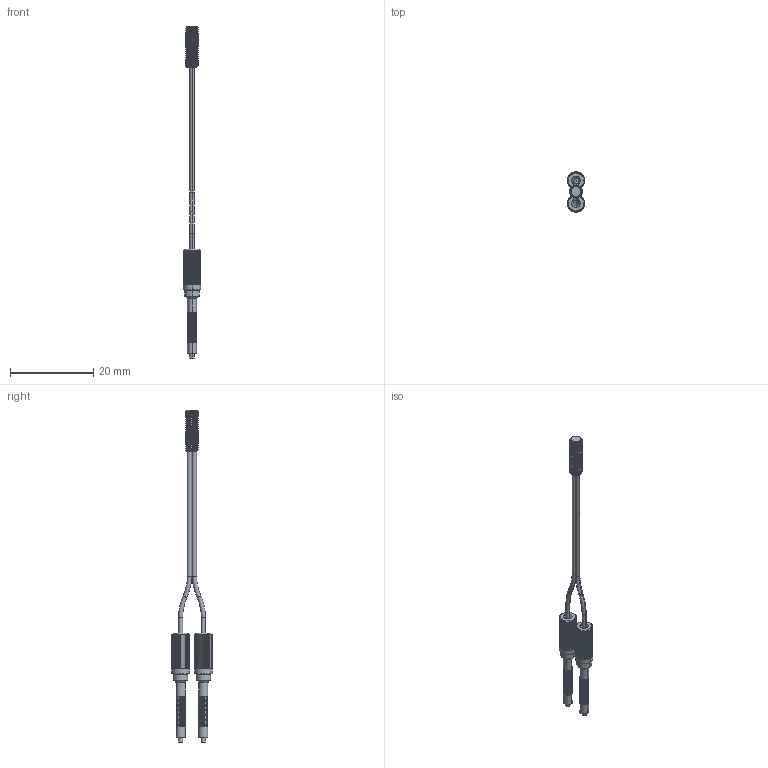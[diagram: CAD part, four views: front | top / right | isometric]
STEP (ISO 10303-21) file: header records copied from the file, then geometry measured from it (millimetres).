
FILE_DESCRIPTION((''),'2;1');
FILE_NAME('PRE3Y10D_ASM','2020-06-05T16:37:35',('Administrator'),(''),'CREO PARAMETRIC BY PTC INC, 2018400','CREO PARAMETRIC BY PTC INC, 2018400','');
FILE_SCHEMA(('AUTOMOTIVE_DESIGN { 1 0 10303 214 1 1 1 1 }'));
Length unit declared in the file: millimetre
Products named in the file (5): M3_10_QY__; 10XXX___; JW22_10___; 10XIAN___ASM; PRE3Y10D_ASM
Assembly tree (5 placements, depth 3):
  PRE3Y10D_ASM
    M3_10_QY__
    10XIAN___ASM
      10XXX___
      JW22_10___  x2
Bounding box: 4.2 x 9.7 x 80 mm (x, y, z)
Volume: 520.4 mm3; surface area: 1408.8 mm2
Topology: 5 solids, 5 shells, 814 faces, 1968 edges, 1168 vertices
Faces by surface type: cylinder 413, plane 214, torus 160, bspline 15, cone 12
Entity records: 21245 total; most frequent: CARTESIAN_POINT 10398, DIRECTION 2396, ORIENTED_EDGE 2164, EDGE_CURVE 1082, AXIS2_PLACEMENT_3D 1076, VERTEX_POINT 646, CIRCLE 632, EDGE_LOOP 450
